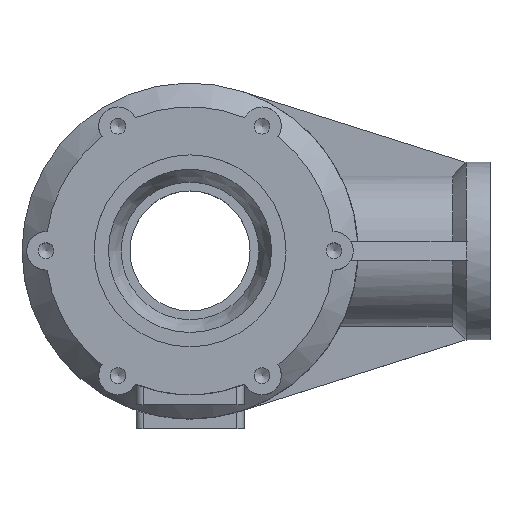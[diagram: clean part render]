
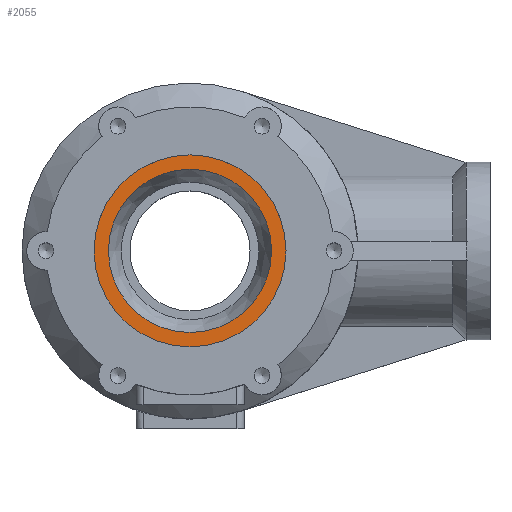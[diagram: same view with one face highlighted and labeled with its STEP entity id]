
A CAD part, top view. The second image highlights one B-rep face of the part: STEP entity #2055.
In plain terms, the highlighted planar face has unit normal (0, 0, 1).
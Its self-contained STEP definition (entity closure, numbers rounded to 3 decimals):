
#102=FACE_BOUND('',#429,.T.);
#103=FACE_BOUND('',#430,.T.);
#429=EDGE_LOOP('',(#1706));
#430=EDGE_LOOP('',(#1707));
#787=CIRCLE('',#2176,40.);
#834=CIRCLE('',#2267,34.);
#930=VERTEX_POINT('',#3387);
#1017=VERTEX_POINT('',#3655);
#1161=EDGE_CURVE('',#930,#930,#787,.T.);
#1271=EDGE_CURVE('',#1017,#1017,#834,.T.);
#1706=ORIENTED_EDGE('',*,*,#1271,.T.);
#1707=ORIENTED_EDGE('',*,*,#1161,.F.);
#1963=PLANE('',#2266);
#2055=ADVANCED_FACE('',(#102,#103),#1963,.T.);
#2176=AXIS2_PLACEMENT_3D('',#3388,#2520,#2521);
#2266=AXIS2_PLACEMENT_3D('',#3654,#2754,#2755);
#2267=AXIS2_PLACEMENT_3D('',#3656,#2756,#2757);
#2520=DIRECTION('center_axis',(0.,0.,-1.));
#2521=DIRECTION('ref_axis',(-1.,0.,0.));
#2754=DIRECTION('center_axis',(0.,0.,1.));
#2755=DIRECTION('ref_axis',(1.,0.,0.));
#2756=DIRECTION('center_axis',(0.,0.,-1.));
#2757=DIRECTION('ref_axis',(-1.,0.,0.));
#3387=CARTESIAN_POINT('',(-40.,0.,115.));
#3388=CARTESIAN_POINT('Origin',(0.,0.,115.));
#3654=CARTESIAN_POINT('Origin',(-37.,0.,115.));
#3655=CARTESIAN_POINT('',(-34.,0.,115.));
#3656=CARTESIAN_POINT('Origin',(0.,0.,115.));
